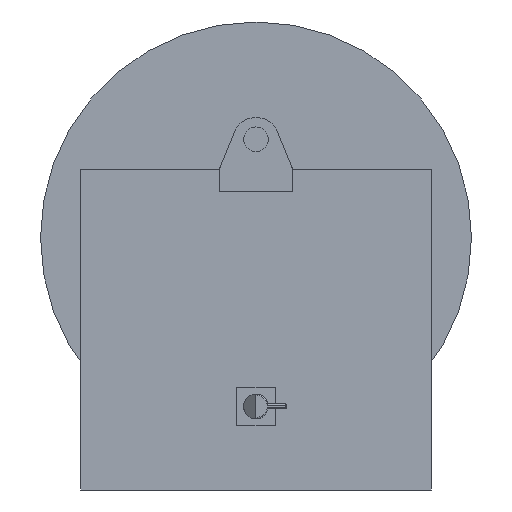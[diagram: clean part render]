
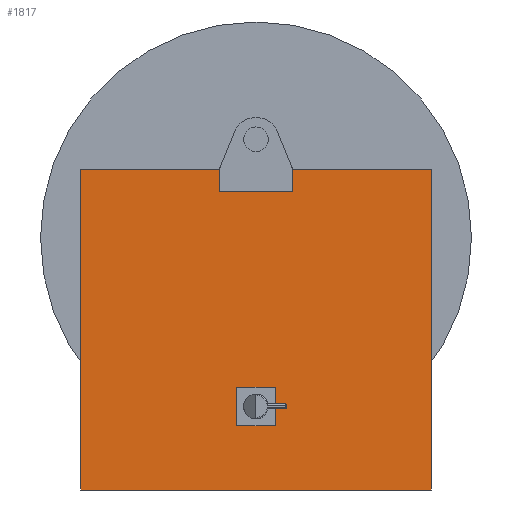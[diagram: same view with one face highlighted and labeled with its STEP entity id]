
A CAD part, front view. The second image highlights one B-rep face of the part: STEP entity #1817.
In plain terms, the highlighted planar face has unit normal (0, -1, 0).
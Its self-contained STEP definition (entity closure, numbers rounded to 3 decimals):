
#207=ORIENTED_EDGE('',*,*,#707,.T.);
#208=ORIENTED_EDGE('',*,*,#708,.T.);
#209=ORIENTED_EDGE('',*,*,#709,.T.);
#210=ORIENTED_EDGE('',*,*,#710,.T.);
#211=ORIENTED_EDGE('',*,*,#711,.F.);
#212=ORIENTED_EDGE('',*,*,#712,.F.);
#213=ORIENTED_EDGE('',*,*,#713,.F.);
#214=ORIENTED_EDGE('',*,*,#714,.T.);
#215=ORIENTED_EDGE('',*,*,#715,.T.);
#216=ORIENTED_EDGE('',*,*,#716,.T.);
#217=ORIENTED_EDGE('',*,*,#717,.F.);
#218=ORIENTED_EDGE('',*,*,#718,.F.);
#219=ORIENTED_EDGE('',*,*,#719,.F.);
#220=ORIENTED_EDGE('',*,*,#720,.F.);
#707=EDGE_CURVE('',#957,#958,#1124,.T.);
#708=EDGE_CURVE('',#958,#959,#1125,.T.);
#709=EDGE_CURVE('',#959,#960,#1126,.T.);
#710=EDGE_CURVE('',#960,#961,#1127,.T.);
#711=EDGE_CURVE('',#962,#961,#1128,.T.);
#712=EDGE_CURVE('',#963,#962,#1129,.T.);
#713=EDGE_CURVE('',#964,#963,#1130,.T.);
#714=EDGE_CURVE('',#964,#965,#1131,.T.);
#715=EDGE_CURVE('',#965,#966,#1132,.T.);
#716=EDGE_CURVE('',#966,#957,#1133,.T.);
#717=EDGE_CURVE('',#967,#968,#1134,.T.);
#718=EDGE_CURVE('',#969,#967,#1135,.T.);
#719=EDGE_CURVE('',#970,#969,#1136,.T.);
#720=EDGE_CURVE('',#968,#970,#1137,.T.);
#957=VERTEX_POINT('',#2801);
#958=VERTEX_POINT('',#2802);
#959=VERTEX_POINT('',#2804);
#960=VERTEX_POINT('',#2806);
#961=VERTEX_POINT('',#2808);
#962=VERTEX_POINT('',#2810);
#963=VERTEX_POINT('',#2812);
#964=VERTEX_POINT('',#2814);
#965=VERTEX_POINT('',#2816);
#966=VERTEX_POINT('',#2818);
#967=VERTEX_POINT('',#2821);
#968=VERTEX_POINT('',#2822);
#969=VERTEX_POINT('',#2824);
#970=VERTEX_POINT('',#2826);
#1124=LINE('',#2800,#1289);
#1125=LINE('',#2803,#1290);
#1126=LINE('',#2805,#1291);
#1127=LINE('',#2807,#1292);
#1128=LINE('',#2809,#1293);
#1129=LINE('',#2811,#1294);
#1130=LINE('',#2813,#1295);
#1131=LINE('',#2815,#1296);
#1132=LINE('',#2817,#1297);
#1133=LINE('',#2819,#1298);
#1134=LINE('',#2820,#1299);
#1135=LINE('',#2823,#1300);
#1136=LINE('',#2825,#1301);
#1137=LINE('',#2827,#1302);
#1289=VECTOR('',#2208,1000.);
#1290=VECTOR('',#2209,1000.);
#1291=VECTOR('',#2210,1000.);
#1292=VECTOR('',#2211,1000.);
#1293=VECTOR('',#2212,1000.);
#1294=VECTOR('',#2213,1000.);
#1295=VECTOR('',#2214,1000.);
#1296=VECTOR('',#2215,1000.);
#1297=VECTOR('',#2216,1000.);
#1298=VECTOR('',#2217,1000.);
#1299=VECTOR('',#2218,1000.);
#1300=VECTOR('',#2219,1000.);
#1301=VECTOR('',#2220,1000.);
#1302=VECTOR('',#2221,1000.);
#1415=EDGE_LOOP('',(#207,#208,#209,#210,#211,#212,#213,#214,#215,#216));
#1416=EDGE_LOOP('',(#217,#218,#219,#220));
#1583=FACE_BOUND('',#1415,.T.);
#1584=FACE_BOUND('',#1416,.T.);
#1747=PLANE('',#1956);
#1817=ADVANCED_FACE('',(#1583,#1584),#1747,.T.);
#1956=AXIS2_PLACEMENT_3D('',#2799,#2206,#2207);
#2206=DIRECTION('',(0.,-1.,0.));
#2207=DIRECTION('',(0.,0.,-1.));
#2208=DIRECTION('',(1.,0.,0.));
#2209=DIRECTION('',(0.,0.,1.));
#2210=DIRECTION('',(-1.,0.,0.));
#2211=DIRECTION('',(0.375,0.,-0.927));
#2212=DIRECTION('',(0.,0.,1.));
#2213=DIRECTION('',(1.,0.,0.));
#2214=DIRECTION('',(0.,0.,-1.));
#2215=DIRECTION('',(0.375,0.,0.927));
#2216=DIRECTION('',(-1.,0.,0.));
#2217=DIRECTION('',(0.,0.,-1.));
#2218=DIRECTION('',(1.,0.,0.));
#2219=DIRECTION('',(0.,0.,-1.));
#2220=DIRECTION('',(-1.,0.,0.));
#2221=DIRECTION('',(0.,0.,1.));
#2799=CARTESIAN_POINT('',(0.,-282.,0.));
#2800=CARTESIAN_POINT('',(-284.5,-282.,-410.));
#2801=CARTESIAN_POINT('',(-284.5,-282.,-410.));
#2802=CARTESIAN_POINT('',(284.5,-282.,-410.));
#2803=CARTESIAN_POINT('',(284.5,-282.,-410.));
#2804=CARTESIAN_POINT('',(284.5,-282.,110.));
#2805=CARTESIAN_POINT('',(284.5,-282.,110.));
#2806=CARTESIAN_POINT('',(59.798,-282.,110.));
#2807=CARTESIAN_POINT('',(25.658,-282.,194.5));
#2808=CARTESIAN_POINT('',(60.,-282.,109.5));
#2809=CARTESIAN_POINT('',(60.,-282.,74.5));
#2810=CARTESIAN_POINT('',(60.,-282.,74.5));
#2811=CARTESIAN_POINT('',(-60.,-282.,74.5));
#2812=CARTESIAN_POINT('',(-60.,-282.,74.5));
#2813=CARTESIAN_POINT('',(-60.,-282.,194.5));
#2814=CARTESIAN_POINT('',(-60.,-282.,109.5));
#2815=CARTESIAN_POINT('',(-60.,-282.,109.5));
#2816=CARTESIAN_POINT('',(-59.798,-282.,110.));
#2817=CARTESIAN_POINT('',(284.5,-282.,110.));
#2818=CARTESIAN_POINT('',(-284.5,-282.,110.));
#2819=CARTESIAN_POINT('',(-284.5,-282.,110.));
#2820=CARTESIAN_POINT('',(-31.,-282.,-305.274));
#2821=CARTESIAN_POINT('',(-31.,-282.,-305.274));
#2822=CARTESIAN_POINT('',(31.,-282.,-305.274));
#2823=CARTESIAN_POINT('',(-31.,-282.,-243.274));
#2824=CARTESIAN_POINT('',(-31.,-282.,-243.274));
#2825=CARTESIAN_POINT('',(31.,-282.,-243.274));
#2826=CARTESIAN_POINT('',(31.,-282.,-243.274));
#2827=CARTESIAN_POINT('',(31.,-282.,-305.274));
